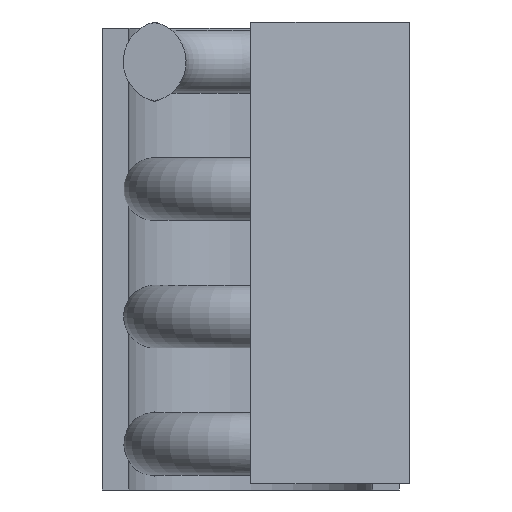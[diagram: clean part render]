
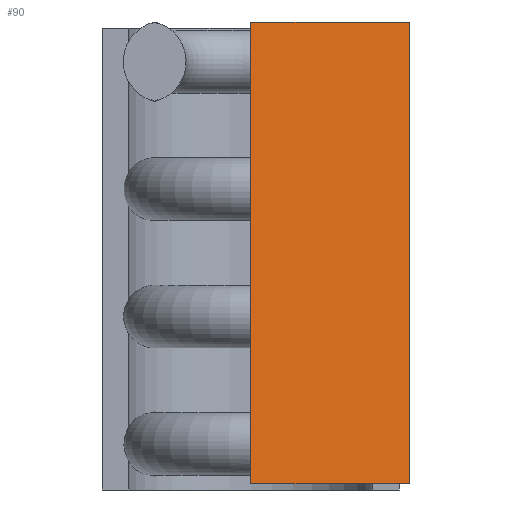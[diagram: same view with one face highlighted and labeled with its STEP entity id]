
A CAD part, front view. The second image highlights one B-rep face of the part: STEP entity #90.
In plain terms, the highlighted face is planar.
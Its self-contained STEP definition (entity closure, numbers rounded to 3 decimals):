
#90 = ADVANCED_FACE( '', ( #182 ), #183, .F. );
#182 = FACE_OUTER_BOUND( '', #796, .T. );
#183 = PLANE( '', #797 );
#796 = EDGE_LOOP( '', ( #1028, #1029, #1030, #1031 ) );
#797 = AXIS2_PLACEMENT_3D( '', #1032, #1033, #1034 );
#1028 = ORIENTED_EDGE( '', *, *, #1083, .T. );
#1029 = ORIENTED_EDGE( '', *, *, #1075, .F. );
#1030 = ORIENTED_EDGE( '', *, *, #1111, .F. );
#1031 = ORIENTED_EDGE( '', *, *, #1114, .T. );
#1032 = CARTESIAN_POINT( '', ( 0.71, 0., 1.105 ) );
#1033 = DIRECTION( '', ( -0.985, -0.174, 0. ) );
#1034 = DIRECTION( '', ( 0.174, -0.985, 0. ) );
#1075 = EDGE_CURVE( '', #1144, #1139, #1146, .T. );
#1083 = EDGE_CURVE( '', #1159, #1139, #1160, .T. );
#1111 = EDGE_CURVE( '', #1195, #1144, #1197, .T. );
#1114 = EDGE_CURVE( '', #1195, #1159, #1200, .T. );
#1139 = VERTEX_POINT( '', #1242 );
#1144 = VERTEX_POINT( '', #1249 );
#1146 = LINE( '', #1252, #1253 );
#1159 = VERTEX_POINT( '', #1274 );
#1160 = LINE( '', #1275, #1276 );
#1195 = VERTEX_POINT( '', #1355 );
#1197 = LINE( '', #1358, #1359 );
#1200 = LINE( '', #1363, #1364 );
#1242 = CARTESIAN_POINT( '', ( 0.576, 0.76, -1.105 ) );
#1249 = CARTESIAN_POINT( '', ( 0.576, 0.76, 1.105 ) );
#1252 = CARTESIAN_POINT( '', ( 0.576, 0.76, 1.105 ) );
#1253 = VECTOR( '', #1384, 1000. );
#1274 = CARTESIAN_POINT( '', ( 0.71, 0., -1.105 ) );
#1275 = CARTESIAN_POINT( '', ( 0.71, 0., -1.105 ) );
#1276 = VECTOR( '', #1390, 1000. );
#1355 = CARTESIAN_POINT( '', ( 0.71, 0., 1.105 ) );
#1358 = CARTESIAN_POINT( '', ( 0.71, 0., 1.105 ) );
#1359 = VECTOR( '', #1409, 1000. );
#1363 = CARTESIAN_POINT( '', ( 0.71, 0., 1.105 ) );
#1364 = VECTOR( '', #1411, 1000. );
#1384 = DIRECTION( '', ( 0., 0., -1. ) );
#1390 = DIRECTION( '', ( -0.174, 0.985, 0. ) );
#1409 = DIRECTION( '', ( -0.174, 0.985, 0. ) );
#1411 = DIRECTION( '', ( 0., 0., -1. ) );
